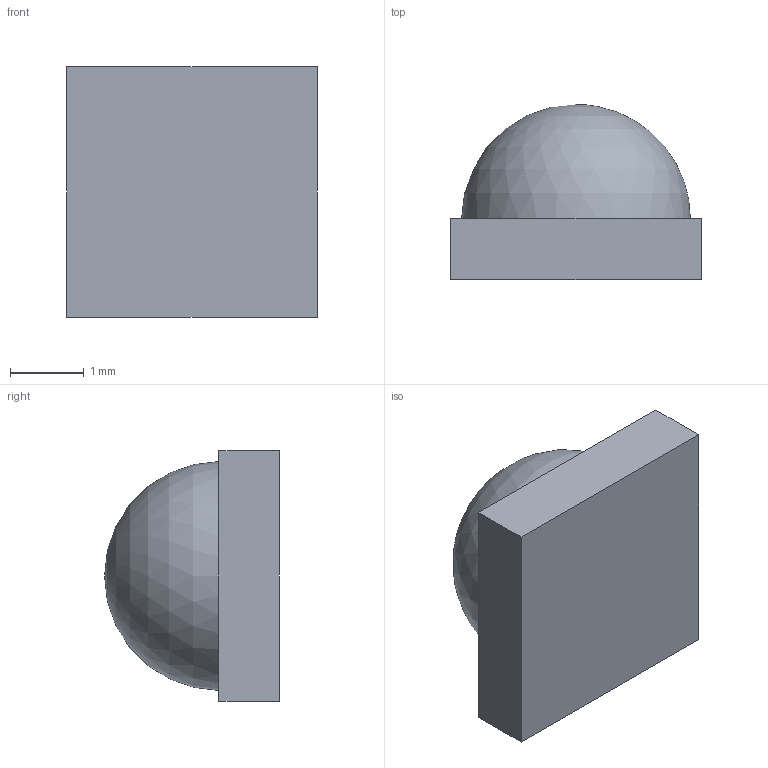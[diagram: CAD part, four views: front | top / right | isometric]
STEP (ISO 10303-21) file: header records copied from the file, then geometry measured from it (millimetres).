
FILE_DESCRIPTION (( 'STEP AP214' ), '1' );
FILE_NAME ('Led Bright.STEP', '2022-03-02T16:06:22', ( '' ), ( '' ), 'SwSTEP 2.0', 'SolidWorks 2019', '' );
FILE_SCHEMA (( 'AUTOMOTIVE_DESIGN' ));
Length unit declared in the file: millimetre
Products named in the file (1): Led Bright
Bounding box: 3.4 x 2.37 x 3.4 mm (x, y, z)
Volume: 17.3 mm3; surface area: 41.8 mm2
Topology: 1 solids, 1 shells, 7 faces, 17 edges, 12 vertices
Faces by surface type: plane 6, sphere 1
Entity records: 220 total; most frequent: CARTESIAN_POINT 32, DIRECTION 32, ORIENTED_EDGE 28, EDGE_CURVE 14, VECTOR 12, LINE 12, VERTEX_POINT 10, AXIS2_PLACEMENT_3D 10
